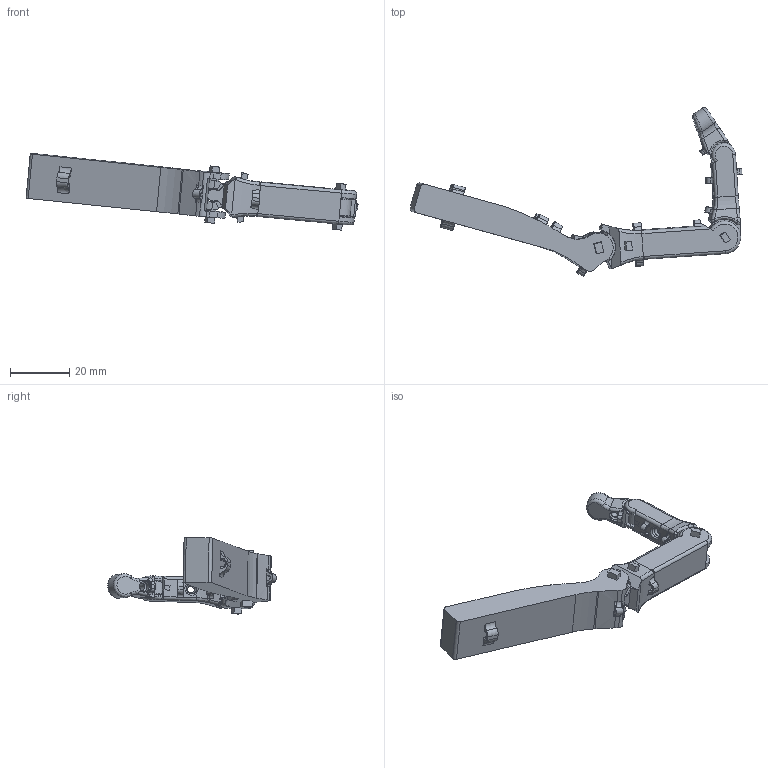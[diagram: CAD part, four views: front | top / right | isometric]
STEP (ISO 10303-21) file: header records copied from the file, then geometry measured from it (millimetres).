
FILE_DESCRIPTION(/* description */ (''),/* implementation_level */ '2;1');
FILE_NAME(/* name */ 'Finger_17_04_17.step',/* time_stamp */ '2017-04-17T12:59:45+02:00',/* author */ (''),/* organization */ (''),/* preprocessor_version */ 'ST-DEVELOPER v16.5',/* originating_system */ 'Autodesk Translation Framework v5.2.0.2920',/* authorisation */ '');
FILE_SCHEMA (('AUTOMOTIVE_DESIGN { 1 0 10303 214 3 1 1 }'));
Length unit declared in the file: millimetre
Products named in the file (7): Finger_Assembly 21_12_16 v19 v19 v1 v1; Komponente1; finger_part_1 v9; Finger_part_2 v18; Fingerpart3; Komponente4; Fingerpart4
Assembly tree (6 placements, depth 2):
  Finger_Assembly 21_12_16 v19 v19 v1 v1
    Komponente1
    finger_part_1 v9
    Finger_part_2 v18
    Fingerpart3
    Komponente4
    Fingerpart4
Bounding box: 111.76 x 56.84 x 25.66 mm (x, y, z)
Volume: 16434.6 mm3; surface area: 9581.7 mm2
Topology: 8 solids, 8 shells, 446 faces, 1262 edges, 813 vertices
Faces by surface type: plane 182, cylinder 170, torus 49, bspline 45
Full cylindrical faces by diameter (mm): 2.3 x1, 2.5 x1, 3.4 x3, 3.5 x4, 3.9 x4, 4.4 x3, 4.9 x1
Entity records: 16583 total; most frequent: CARTESIAN_POINT 4868, ORIENTED_EDGE 2466, DIRECTION 2440, EDGE_CURVE 1233, AXIS2_PLACEMENT_3D 922, VERTEX_POINT 805, LINE 596, VECTOR 596
